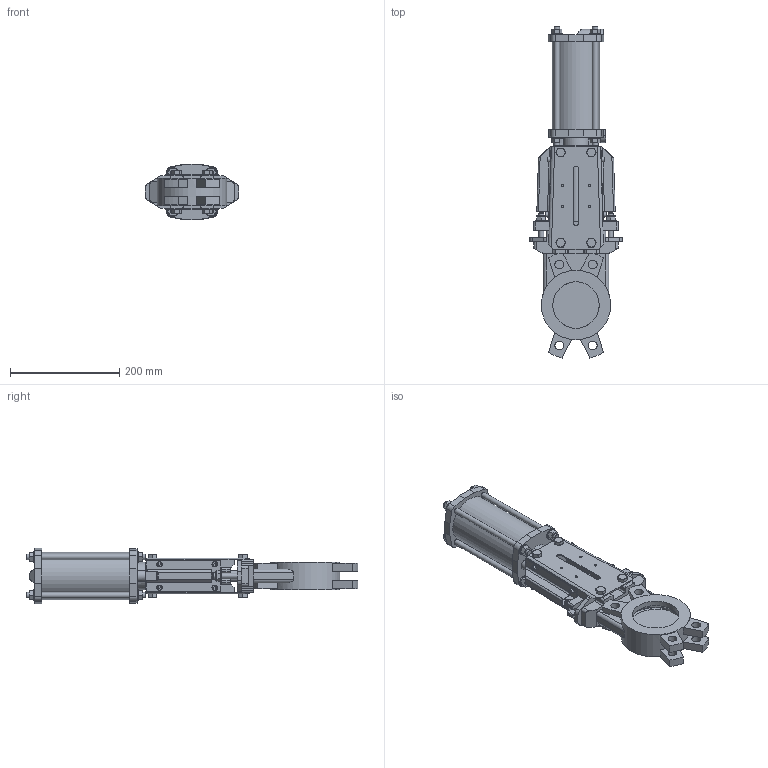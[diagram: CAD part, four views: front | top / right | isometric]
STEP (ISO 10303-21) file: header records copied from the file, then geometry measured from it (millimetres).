
FILE_DESCRIPTION( ( 'Unknown' ), '1' );
FILE_NAME( 'Stoffschieber DW- DN080.stp', 'Unknown', ( 'Unknown' ), ( 'Unknown' ), 'PSStep 13.0', 'Unknown', ' ' );
FILE_SCHEMA( ( 'AUTOMOTIVE_DESIGN { 1 0 10303 214 1 1 1 1 }' ) );
Length unit declared in the file: millimetre
Products named in the file (1): VG P DN80
Bounding box: 170 x 606.72 x 102 mm (x, y, z)
Volume: 1797327.9 mm3; surface area: 441177.6 mm2
Topology: 1 solids, 14 shells, 906 faces, 2323 edges, 1532 vertices
Faces by surface type: plane 563, cylinder 194, cone 105, extrusion 40, torus 4
Full cylindrical faces by diameter (mm): 4.134 x6, 5 x8, 5.5 x8, 8.72 x8, 10 x28, 11 x6, 16 x8, 17 x2, 20 x9, 22 x2, 80 x3, 80.2 x1, 84 x1, 85 x1, 87 x1, 94 x1, 107 x1, 127 x1
Entity records: 36288 total; most frequent: CARTESIAN_POINT 7645, ORIENTED_EDGE 4368, DIRECTION 4194, EDGE_CURVE 2184, VERTEX_POINT 1498, AXIS2_PLACEMENT_3D 1411, VECTOR 1372, LINE 1332
